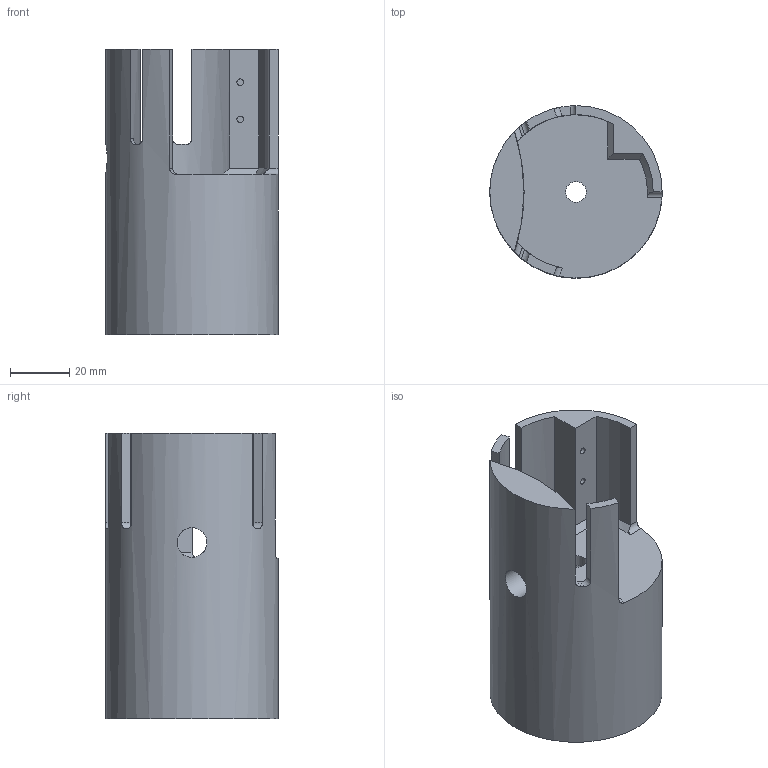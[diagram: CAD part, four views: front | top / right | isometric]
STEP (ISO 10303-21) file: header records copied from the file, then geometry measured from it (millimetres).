
FILE_DESCRIPTION(/* description */ (''),/* implementation_level */ '2;1');
FILE_NAME(/* name */ 'Watering_Reservoir.step',/* time_stamp */ '2025-11-07T17:42:07+01:00',/* author */ (''),/* organization */ (''),/* preprocessor_version */ 'ST-DEVELOPER v20.1',/* originating_system */ 'Autodesk Translation Framework v14.21.0.0',/* authorisation */ '');
FILE_SCHEMA (('AUTOMOTIVE_DESIGN { 1 0 10303 214 3 1 1 }'));
Length unit declared in the file: millimetre
Products named in the file (1): Watering_Reservoir
Bounding box: 58 x 58 x 96 mm (x, y, z)
Volume: 92743.4 mm3; surface area: 30817.4 mm2
Topology: 1 solids, 1 shells, 42 faces, 110 edges, 72 vertices
Faces by surface type: plane 18, cylinder 16, torus 6, cone 2
Full cylindrical faces by diameter (mm): 2.2 x2, 7 x1, 10 x1, 50 x1, 58 x1
Entity records: 1534 total; most frequent: CARTESIAN_POINT 460, DIRECTION 224, ORIENTED_EDGE 220, EDGE_CURVE 110, AXIS2_PLACEMENT_3D 92, VERTEX_POINT 72, EDGE_LOOP 48, CIRCLE 48
